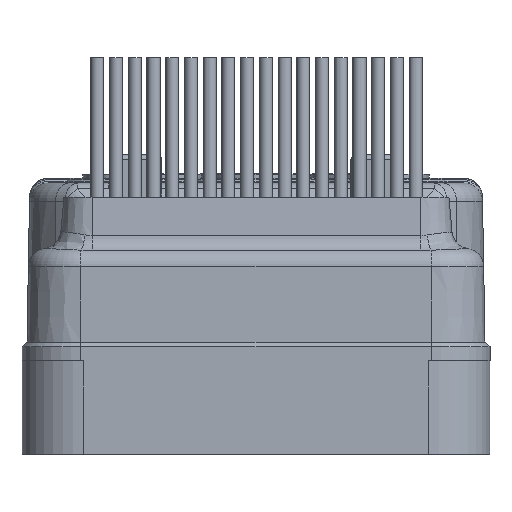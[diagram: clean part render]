
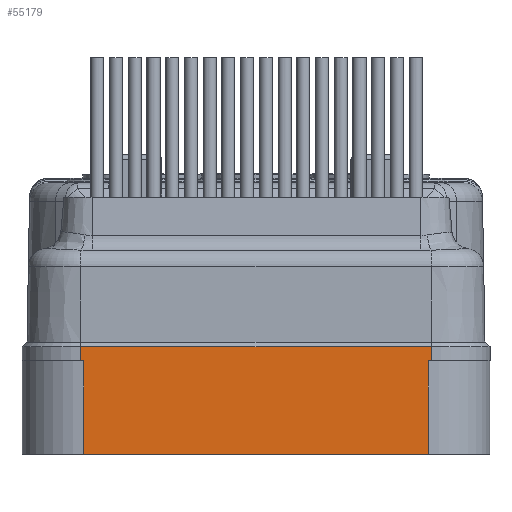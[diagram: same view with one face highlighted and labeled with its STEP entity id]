
A CAD part, left-side view. The second image highlights one B-rep face of the part: STEP entity #55179.
In plain terms, the highlighted planar face has unit normal (-1, 0, 0).
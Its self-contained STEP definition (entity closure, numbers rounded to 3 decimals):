
#1978=PLANE('',#58630);
#4087=FACE_OUTER_BOUND('',#7426,.T.);
#7426=EDGE_LOOP('',(#41119,#41120,#41121,#41122,#41123,#41124,#41125,#41126));
#14589=LINE('',#90338,#19843);
#14590=LINE('',#90341,#19844);
#14591=LINE('',#90343,#19845);
#14592=LINE('',#90345,#19846);
#14593=LINE('',#90347,#19847);
#14594=LINE('',#90349,#19848);
#14595=LINE('',#90351,#19849);
#14596=LINE('',#90352,#19850);
#19843=VECTOR('',#64818,10.);
#19844=VECTOR('',#64821,10.);
#19845=VECTOR('',#64822,10.);
#19846=VECTOR('',#64823,10.);
#19847=VECTOR('',#64824,10.);
#19848=VECTOR('',#64825,10.);
#19849=VECTOR('',#64826,10.);
#19850=VECTOR('',#64827,10.);
#24873=VERTEX_POINT('',#90334);
#24874=VERTEX_POINT('',#90336);
#24875=VERTEX_POINT('',#90340);
#24876=VERTEX_POINT('',#90342);
#24877=VERTEX_POINT('',#90344);
#24878=VERTEX_POINT('',#90346);
#24879=VERTEX_POINT('',#90348);
#24880=VERTEX_POINT('',#90350);
#30946=EDGE_CURVE('',#24873,#24874,#14589,.T.);
#30947=EDGE_CURVE('',#24873,#24875,#14590,.T.);
#30948=EDGE_CURVE('',#24874,#24876,#14591,.T.);
#30949=EDGE_CURVE('',#24876,#24877,#14592,.T.);
#30950=EDGE_CURVE('',#24878,#24877,#14593,.T.);
#30951=EDGE_CURVE('',#24879,#24878,#14594,.T.);
#30952=EDGE_CURVE('',#24879,#24880,#14595,.T.);
#30953=EDGE_CURVE('',#24875,#24880,#14596,.T.);
#41119=ORIENTED_EDGE('',*,*,#30947,.F.);
#41120=ORIENTED_EDGE('',*,*,#30946,.T.);
#41121=ORIENTED_EDGE('',*,*,#30948,.T.);
#41122=ORIENTED_EDGE('',*,*,#30949,.T.);
#41123=ORIENTED_EDGE('',*,*,#30950,.F.);
#41124=ORIENTED_EDGE('',*,*,#30951,.F.);
#41125=ORIENTED_EDGE('',*,*,#30952,.T.);
#41126=ORIENTED_EDGE('',*,*,#30953,.F.);
#55179=ADVANCED_FACE('',(#4087),#1978,.T.);
#58630=AXIS2_PLACEMENT_3D('',#90339,#64819,#64820);
#64818=DIRECTION('',(0.,0.,-1.));
#64819=DIRECTION('center_axis',(-1.,0.,0.));
#64820=DIRECTION('ref_axis',(0.,0.,
-1.));
#64821=DIRECTION('',(0.,-1.,0.));
#64822=DIRECTION('',(0.,-1.,0.));
#64823=DIRECTION('',(0.,0.,-1.));
#64824=DIRECTION('',(0.,1.,0.));
#64825=DIRECTION('',(0.,0.,-1.));
#64826=DIRECTION('',(0.,-1.,0.));
#64827=DIRECTION('',(0.,0.,-1.));
#90334=CARTESIAN_POINT('',(-130.,18.7,1.5));
#90336=CARTESIAN_POINT('',(-130.,18.7,0.));
#90338=CARTESIAN_POINT('',(-130.,18.7,0.));
#90339=CARTESIAN_POINT('Origin',(-130.,18.7,2.));
#90340=CARTESIAN_POINT('',(-130.,-18.7,1.5));
#90341=CARTESIAN_POINT('',(-130.,-1.775,1.5));
#90342=CARTESIAN_POINT('',(-130.,18.4,0.));
#90343=CARTESIAN_POINT('',(-130.,18.7,0.));
#90344=CARTESIAN_POINT('',(-130.,18.4,-10.));
#90345=CARTESIAN_POINT('',(-130.,18.4,0.));
#90346=CARTESIAN_POINT('',(-130.,-18.4,-10.));
#90347=CARTESIAN_POINT('',(-130.,0.,-10.));
#90348=CARTESIAN_POINT('',(-130.,-18.4,0.));
#90349=CARTESIAN_POINT('',(-130.,-18.4,0.));
#90350=CARTESIAN_POINT('',(-130.,-18.7,0.));
#90351=CARTESIAN_POINT('',(-130.,18.7,0.));
#90352=CARTESIAN_POINT('',(-130.,-18.7,0.));
